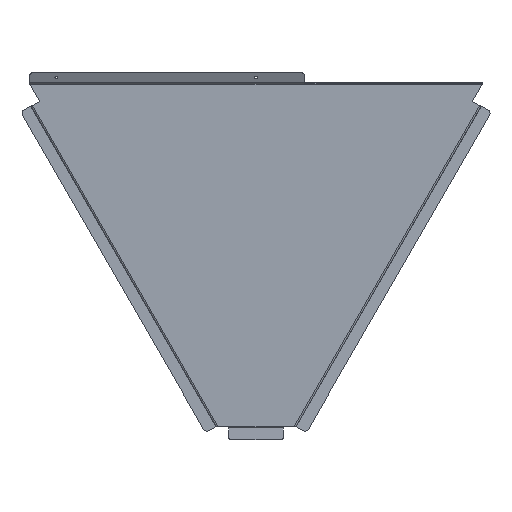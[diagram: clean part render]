
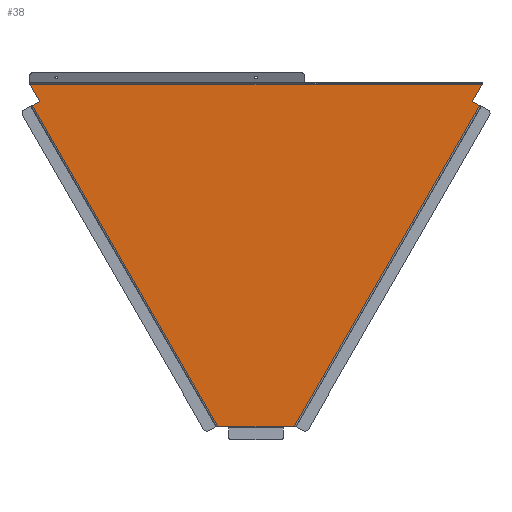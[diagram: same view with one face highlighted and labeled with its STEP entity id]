
A CAD part, front view. The second image highlights one B-rep face of the part: STEP entity #38.
In plain terms, the highlighted planar face has unit normal (0, -1, -0.03).
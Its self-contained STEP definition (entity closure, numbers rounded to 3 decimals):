
#38 = ADVANCED_FACE ( 'NONE', ( #1686 ), #1092, .F. ) ;
#150 = VECTOR ( 'NONE', #483, 1000. ) ;
#241 = CARTESIAN_POINT ( 'NONE',  ( 75.096, 28.311, 270.603 ) ) ;
#247 = CARTESIAN_POINT ( 'NONE',  ( 95.879, 28.671, 258.605 ) ) ;
#306 = DIRECTION ( 'NONE',  ( -1., 0., 0. ) ) ;
#363 = DIRECTION ( 'NONE',  ( 1., 0., 0. ) ) ;
#365 = DIRECTION ( 'NONE',  ( -0.866, -0.015, 0.5 ) ) ;
#389 = DIRECTION ( 'NONE',  ( 0.5, -0.026, 0.866 ) ) ;
#404 = CARTESIAN_POINT ( 'NONE',  ( -539.39, 5.465, 1032.094 ) ) ;
#423 = CARTESIAN_POINT ( 'NONE',  ( 521.206, 5.15, 1042.593 ) ) ;
#425 = CARTESIAN_POINT ( 'NONE',  ( 65.879, 28.671, 258.605 ) ) ;
#450 = CARTESIAN_POINT ( 'NONE',  ( 93.261, 28.627, 260.071 ) ) ;
#478 = CARTESIAN_POINT ( 'NONE',  ( -546.214, 3.896, 1084.409 ) ) ;
#483 = DIRECTION ( 'NONE',  ( 0.866, -0.015, 0.5 ) ) ;
#486 = CARTESIAN_POINT ( 'NONE',  ( -95.879, 28.671, 258.605 ) ) ;
#500 = CARTESIAN_POINT ( 'NONE',  ( 93.281, 28.626, 260.105 ) ) ;
#504 = CARTESIAN_POINT ( 'NONE',  ( -93.281, 28.626, 260.105 ) ) ;
#559 = DIRECTION ( 'NONE',  ( 0.5, 0.026, -0.866 ) ) ;
#571 = CARTESIAN_POINT ( 'NONE',  ( -545.37, 3.896, 1084.409 ) ) ;
#574 = CARTESIAN_POINT ( 'NONE',  ( -521.206, 5.15, 1042.593 ) ) ;
#590 = DIRECTION ( 'NONE',  ( 0.5, -0.026, 0.866 ) ) ;
#637 = CARTESIAN_POINT ( 'NONE',  ( 706.536, 14.772, 721.879 ) ) ;
#641 = CARTESIAN_POINT ( 'NONE',  ( -539.39, 5.465, 1032.094 ) ) ;
#644 = DIRECTION ( 'NONE',  ( -1., 0., 0. ) ) ;
#696 = DIRECTION ( 'NONE',  ( 0.866, 0.015, -0.5 ) ) ;
#714 = CARTESIAN_POINT ( 'NONE',  ( -65.879, 28.671, 258.605 ) ) ;
#731 = CARTESIAN_POINT ( 'NONE',  ( -95.879, 28.671, 258.605 ) ) ;
#733 = CARTESIAN_POINT ( 'NONE',  ( 521.206, 5.15, 1042.593 ) ) ;
#735 = CARTESIAN_POINT ( 'NONE',  ( 521.206, 5.15, 1042.593 ) ) ;
#761 = DIRECTION ( 'NONE',  ( 0.866, -0.015, 0.5 ) ) ;
#763 = CARTESIAN_POINT ( 'NONE',  ( 545.37, 3.896, 1084.409 ) ) ;
#775 = DIRECTION ( 'NONE',  ( -0.5, -0.026, 0.866 ) ) ;
#792 = CARTESIAN_POINT ( 'NONE',  ( -541.988, 5.51, 1030.594 ) ) ;
#798 = CARTESIAN_POINT ( 'NONE',  ( 539.39, 5.465, 1032.094 ) ) ;
#799 = CARTESIAN_POINT ( 'NONE',  ( -521.206, 5.15, 1042.593 ) ) ;
#802 = CARTESIAN_POINT ( 'NONE',  ( -95.879, 28.671, 258.605 ) ) ;
#820 = CARTESIAN_POINT ( 'NONE',  ( -65.879, 28.671, 258.605 ) ) ;
#831 = DIRECTION ( 'NONE',  ( 1., 0., 0. ) ) ;
#864 = VECTOR ( 'NONE', #644, 1000. ) ;
#932 = LINE ( 'NONE', #731, #864 ) ;
#955 = LINE ( 'NONE', #637, #150 ) ;
#1055 = VERTEX_POINT ( 'NONE', #504 ) ;
#1063 = VERTEX_POINT ( 'NONE', #486 ) ;
#1092 = PLANE ( 'NONE',  #2371 ) ;
#1135 = VERTEX_POINT ( 'NONE', #425 ) ;
#1141 = DIRECTION ( 'NONE',  ( 0., -0.03, 1. ) ) ;
#1147 = VERTEX_POINT ( 'NONE', #500 ) ;
#1187 = VERTEX_POINT ( 'NONE', #763 ) ;
#1215 = VERTEX_POINT ( 'NONE', #404 ) ;
#1236 = VERTEX_POINT ( 'NONE', #574 ) ;
#1259 = VERTEX_POINT ( 'NONE', #714 ) ;
#1282 = DIRECTION ( 'NONE',  ( 0., 1., 0.03 ) ) ;
#1304 = VERTEX_POINT ( 'NONE', #798 ) ;
#1397 = VERTEX_POINT ( 'NONE', #247 ) ;
#1468 = CARTESIAN_POINT ( 'NONE',  ( 521.206, 5.15, 1042.593 ) ) ;
#1478 = VERTEX_POINT ( 'NONE', #423 ) ;
#1581 = VERTEX_POINT ( 'NONE', #571 ) ;
#1679 = VECTOR ( 'NONE', #306, 1000. ) ;
#1686 = FACE_OUTER_BOUND ( 'NONE', #2193, .T. ) ;
#1728 = ORIENTED_EDGE ( 'NONE', *, *, #2563, .F. ) ;
#1750 = LINE ( 'NONE', #641, #2049 ) ;
#1784 = ORIENTED_EDGE ( 'NONE', *, *, #2493, .F. ) ;
#1798 = ORIENTED_EDGE ( 'NONE', *, *, #2420, .T. ) ;
#1864 = ORIENTED_EDGE ( 'NONE', *, *, #2346, .F. ) ;
#1866 = ORIENTED_EDGE ( 'NONE', *, *, #2401, .T. ) ;
#1868 = ORIENTED_EDGE ( 'NONE', *, *, #2388, .T. ) ;
#1876 = LINE ( 'NONE', #802, #1679 ) ;
#1957 = ORIENTED_EDGE ( 'NONE', *, *, #2569, .F. ) ;
#2002 = ORIENTED_EDGE ( 'NONE', *, *, #2554, .T. ) ;
#2031 = ORIENTED_EDGE ( 'NONE', *, *, #2610, .F. ) ;
#2037 = ORIENTED_EDGE ( 'NONE', *, *, #2455, .T. ) ;
#2049 = VECTOR ( 'NONE', #559, 1000. ) ;
#2193 = EDGE_LOOP ( 'NONE', ( #1798, #2037, #1784, #1957, #2239, #1868, #2254, #2031, #1866, #1864, #1728, #2002 ) ) ;
#2239 = ORIENTED_EDGE ( 'NONE', *, *, #2565, .F. ) ;
#2254 = ORIENTED_EDGE ( 'NONE', *, *, #2490, .F. ) ;
#2346 = EDGE_CURVE ( 'NONE', #1397, #1135, #1876, .T. ) ;
#2371 = AXIS2_PLACEMENT_3D ( 'NONE', #1468, #1282, #1141 ) ;
#2388 = EDGE_CURVE ( 'NONE', #1215, #1055, #1750, .T. ) ;
#2401 = EDGE_CURVE ( 'NONE', #1259, #1135, #2859, .T. ) ;
#2420 = EDGE_CURVE ( 'NONE', #1304, #1478, #2865, .T. ) ;
#2455 = EDGE_CURVE ( 'NONE', #1478, #1187, #2823, .T. ) ;
#2490 = EDGE_CURVE ( 'NONE', #1063, #1055, #955, .T. ) ;
#2493 = EDGE_CURVE ( 'NONE', #1581, #1187, #2746, .T. ) ;
#2554 = EDGE_CURVE ( 'NONE', #1147, #1304, #2793, .T. ) ;
#2563 = EDGE_CURVE ( 'NONE', #1147, #1397, #2803, .T. ) ;
#2565 = EDGE_CURVE ( 'NONE', #1215, #1236, #2795, .T. ) ;
#2569 = EDGE_CURVE ( 'NONE', #1236, #1581, #2703, .T. ) ;
#2610 = EDGE_CURVE ( 'NONE', #1259, #1063, #932, .T. ) ;
#2703 = LINE ( 'NONE', #799, #2712 ) ;
#2712 = VECTOR ( 'NONE', #775, 1000. ) ;
#2714 = VECTOR ( 'NONE', #761, 1000. ) ;
#2746 = LINE ( 'NONE', #478, #2749 ) ;
#2749 = VECTOR ( 'NONE', #363, 1000. ) ;
#2759 = VECTOR ( 'NONE', #696, 1000. ) ;
#2793 = LINE ( 'NONE', #450, #2806 ) ;
#2795 = LINE ( 'NONE', #792, #2714 ) ;
#2803 = LINE ( 'NONE', #241, #2759 ) ;
#2806 = VECTOR ( 'NONE', #389, 1000. ) ;
#2820 = VECTOR ( 'NONE', #590, 1000. ) ;
#2823 = LINE ( 'NONE', #735, #2820 ) ;
#2859 = LINE ( 'NONE', #820, #2860 ) ;
#2860 = VECTOR ( 'NONE', #831, 1000. ) ;
#2865 = LINE ( 'NONE', #733, #2871 ) ;
#2871 = VECTOR ( 'NONE', #365, 1000. ) ;
